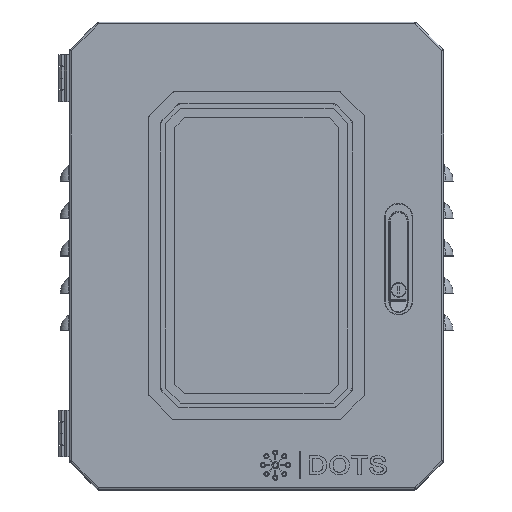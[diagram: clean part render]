
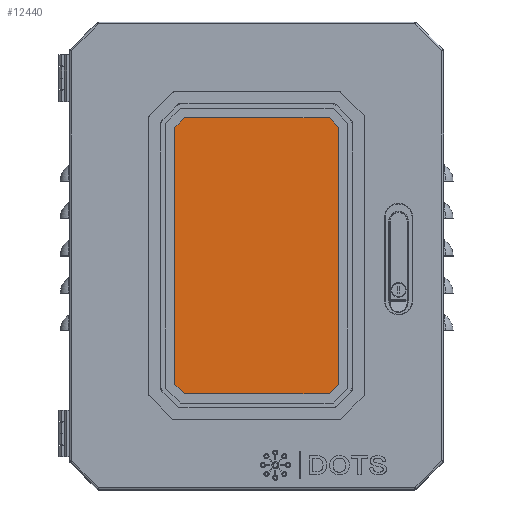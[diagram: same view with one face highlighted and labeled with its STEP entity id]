
A CAD part, top view. The second image highlights one B-rep face of the part: STEP entity #12440.
In plain terms, the highlighted face is planar.
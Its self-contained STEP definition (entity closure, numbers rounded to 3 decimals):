
#471 = EDGE_CURVE ( 'NONE', #16559, #3108, #11966, .T. ) ;
#1866 = ORIENTED_EDGE ( 'NONE', *, *, #40328, .F. ) ;
#2520 = EDGE_LOOP ( 'NONE', ( #1866, #40074, #27339, #22327, #43883, #15578, #29519, #34558 ) ) ;
#3051 = VECTOR ( 'NONE', #8608, 1000. ) ;
#3108 = VERTEX_POINT ( 'NONE', #19340 ) ;
#5276 = VERTEX_POINT ( 'NONE', #34808 ) ;
#6638 = CARTESIAN_POINT ( 'NONE',  ( -97.5, -141.642, -34. ) ) ;
#7458 = PLANE ( 'NONE',  #19892 ) ;
#8370 = DIRECTION ( 'NONE',  ( 0., -1., 0. ) ) ;
#8608 = DIRECTION ( 'NONE',  ( -1., 0., 0. ) ) ;
#10094 = CARTESIAN_POINT ( 'NONE',  ( 81.642, -157.5, -34. ) ) ;
#11966 = LINE ( 'NONE', #18412, #3051 ) ;
#12353 = LINE ( 'NONE', #13205, #17633 ) ;
#12440 = ADVANCED_FACE ( 'NONE', ( #17933 ), #7458, .F. ) ;
#12567 = DIRECTION ( 'NONE',  ( 0., 1., 0. ) ) ;
#12873 = CARTESIAN_POINT ( 'NONE',  ( 97.5, -141.642, -34. ) ) ;
#13205 = CARTESIAN_POINT ( 'NONE',  ( 97.5, -141.642, -34. ) ) ;
#14418 = CARTESIAN_POINT ( 'NONE',  ( -81.642, 157.5, -34. ) ) ;
#15578 = ORIENTED_EDGE ( 'NONE', *, *, #42643, .F. ) ;
#16559 = VERTEX_POINT ( 'NONE', #41740 ) ;
#17440 = CARTESIAN_POINT ( 'NONE',  ( -81.642, -157.5, -34. ) ) ;
#17633 = VECTOR ( 'NONE', #12567, 1000. ) ;
#17713 = DIRECTION ( 'NONE',  ( 1., 0., 0. ) ) ;
#17933 = FACE_OUTER_BOUND ( 'NONE', #2520, .T. ) ;
#18412 = CARTESIAN_POINT ( 'NONE',  ( 81.642, 157.5, -34. ) ) ;
#18942 = LINE ( 'NONE', #22492, #29749 ) ;
#19340 = CARTESIAN_POINT ( 'NONE',  ( -81.642, 157.5, -34. ) ) ;
#19892 = AXIS2_PLACEMENT_3D ( 'NONE', #31781, #38062, #17713 ) ;
#19898 = DIRECTION ( 'NONE',  ( 0.707, 0.707, 0. ) ) ;
#20460 = VERTEX_POINT ( 'NONE', #12873 ) ;
#21158 = VECTOR ( 'NONE', #8370, 1000. ) ;
#21517 = LINE ( 'NONE', #14418, #42420 ) ;
#22327 = ORIENTED_EDGE ( 'NONE', *, *, #27720, .F. ) ;
#22430 = VERTEX_POINT ( 'NONE', #36288 ) ;
#22492 = CARTESIAN_POINT ( 'NONE',  ( -97.5, -141.642, -34. ) ) ;
#23547 = CARTESIAN_POINT ( 'NONE',  ( -97.5, 141.642, -34. ) ) ;
#25540 = VECTOR ( 'NONE', #37014, 1000. ) ;
#26061 = EDGE_CURVE ( 'NONE', #20460, #22430, #12353, .T. ) ;
#26646 = LINE ( 'NONE', #40969, #36551 ) ;
#27159 = VERTEX_POINT ( 'NONE', #17440 ) ;
#27220 = CARTESIAN_POINT ( 'NONE',  ( -97.5, 141.642, -34. ) ) ;
#27339 = ORIENTED_EDGE ( 'NONE', *, *, #29757, .F. ) ;
#27651 = LINE ( 'NONE', #27220, #21158 ) ;
#27720 = EDGE_CURVE ( 'NONE', #3108, #30078, #21517, .T. ) ;
#29519 = ORIENTED_EDGE ( 'NONE', *, *, #26061, .F. ) ;
#29691 = DIRECTION ( 'NONE',  ( 0.707, -0.707, 0. ) ) ;
#29749 = VECTOR ( 'NONE', #29691, 1000. ) ;
#29757 = EDGE_CURVE ( 'NONE', #30078, #40349, #27651, .T. ) ;
#30078 = VERTEX_POINT ( 'NONE', #23547 ) ;
#30635 = VECTOR ( 'NONE', #19898, 1000. ) ;
#30768 = LINE ( 'NONE', #36793, #25540 ) ;
#31781 = CARTESIAN_POINT ( 'NONE',  ( 0., 0., -34. ) ) ;
#34558 = ORIENTED_EDGE ( 'NONE', *, *, #40803, .F. ) ;
#34808 = CARTESIAN_POINT ( 'NONE',  ( 81.642, -157.5, -34. ) ) ;
#36288 = CARTESIAN_POINT ( 'NONE',  ( 97.5, 141.642, -34. ) ) ;
#36551 = VECTOR ( 'NONE', #37366, 1000. ) ;
#36793 = CARTESIAN_POINT ( 'NONE',  ( -81.642, -157.5, -34. ) ) ;
#37014 = DIRECTION ( 'NONE',  ( 1., 0., 0. ) ) ;
#37366 = DIRECTION ( 'NONE',  ( -0.707, 0.707, 0. ) ) ;
#38062 = DIRECTION ( 'NONE',  ( 0., 0., 1. ) ) ;
#38350 = DIRECTION ( 'NONE',  ( -0.707, -0.707, 0. ) ) ;
#40074 = ORIENTED_EDGE ( 'NONE', *, *, #43800, .F. ) ;
#40109 = LINE ( 'NONE', #10094, #30635 ) ;
#40328 = EDGE_CURVE ( 'NONE', #27159, #5276, #30768, .T. ) ;
#40349 = VERTEX_POINT ( 'NONE', #6638 ) ;
#40803 = EDGE_CURVE ( 'NONE', #5276, #20460, #40109, .T. ) ;
#40969 = CARTESIAN_POINT ( 'NONE',  ( 97.5, 141.642, -34. ) ) ;
#41740 = CARTESIAN_POINT ( 'NONE',  ( 81.642, 157.5, -34. ) ) ;
#42420 = VECTOR ( 'NONE', #38350, 1000. ) ;
#42643 = EDGE_CURVE ( 'NONE', #22430, #16559, #26646, .T. ) ;
#43800 = EDGE_CURVE ( 'NONE', #40349, #27159, #18942, .T. ) ;
#43883 = ORIENTED_EDGE ( 'NONE', *, *, #471, .F. ) ;
